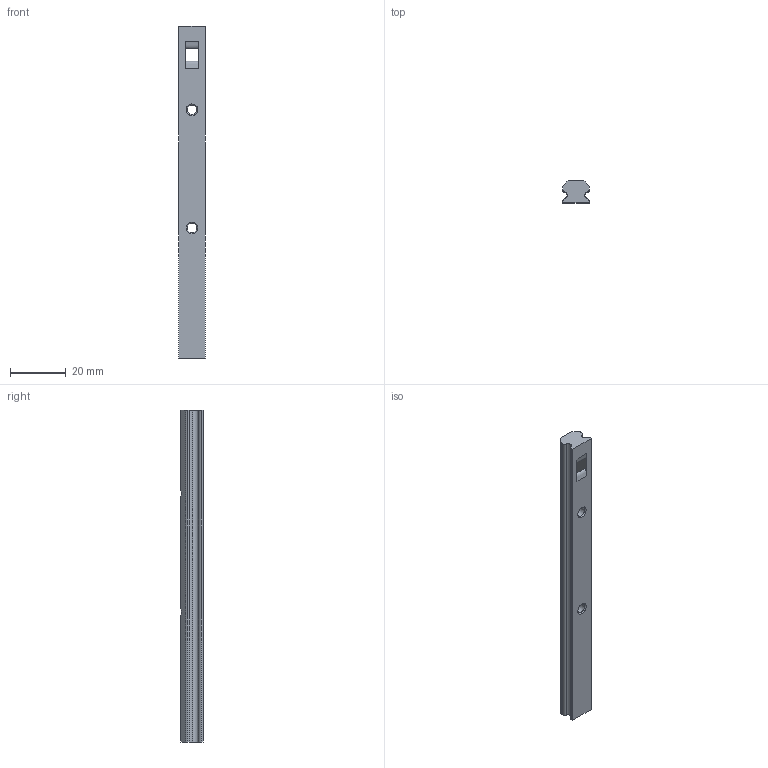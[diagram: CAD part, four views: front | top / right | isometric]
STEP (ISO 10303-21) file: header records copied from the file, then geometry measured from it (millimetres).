
FILE_DESCRIPTION(/* description */ (''),/* implementation_level */ '2;1');
FILE_NAME(/* name */ 'Base_rail.step',/* time_stamp */ '2025-10-31T20:31:18-07:00',/* author */ (''),/* organization */ (''),/* preprocessor_version */ 'ST-DEVELOPER v20.1',/* originating_system */ 'Autodesk Translation Framework v14.17.0.0',/* authorisation */ '');
FILE_SCHEMA (('AUTOMOTIVE_DESIGN { 1 0 10303 214 3 1 1 }'));
Length unit declared in the file: millimetre
Products named in the file (1): 2025-10-31-20-31-18-550
Bounding box: 9.6 x 7.9 x 118.8 mm (x, y, z)
Volume: 6905.8 mm3; surface area: 4726.8 mm2
Topology: 1 solids, 1 shells, 36 faces, 98 edges, 64 vertices
Faces by surface type: plane 18, cylinder 12, cone 4, bspline 2
Full cylindrical faces by diameter (mm): 3.4 x2, 6 x2
Entity records: 1408 total; most frequent: CARTESIAN_POINT 427, DIRECTION 198, ORIENTED_EDGE 196, EDGE_CURVE 98, AXIS2_PLACEMENT_3D 71, VERTEX_POINT 64, LINE 56, VECTOR 56
